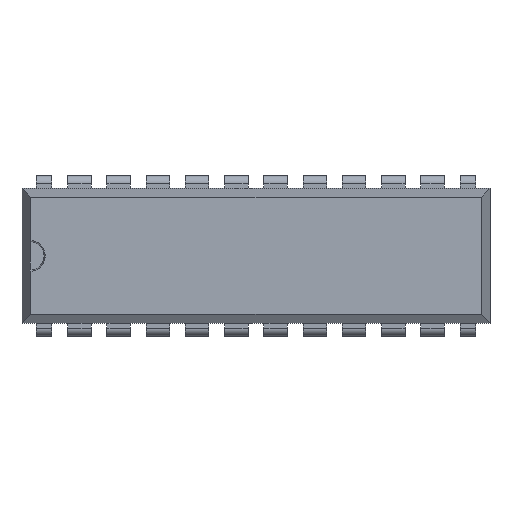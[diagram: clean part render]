
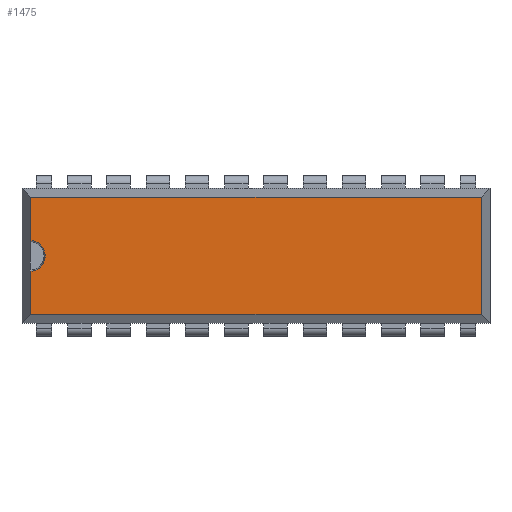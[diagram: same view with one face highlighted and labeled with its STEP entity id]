
A CAD part, top view. The second image highlights one B-rep face of the part: STEP entity #1475.
In plain terms, the highlighted planar face has unit normal (0, 0, 1).
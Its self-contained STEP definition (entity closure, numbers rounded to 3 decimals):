
#97 = CARTESIAN_POINT ( 'NONE',  ( -0.6, 8.87, 5.2 ) ) ;
#308 = ORIENTED_EDGE ( 'NONE', *, *, #4720, .F. ) ;
#385 = EDGE_LOOP ( 'NONE', ( #2190, #308, #4453, #10877, #1902, #7909, #6440 ) ) ;
#578 = CARTESIAN_POINT ( 'NONE',  ( -0.6, -4.779, 5.2 ) ) ;
#748 = LINE ( 'NONE', #2734, #4788 ) ;
#1174 = VERTEX_POINT ( 'NONE', #97 ) ;
#1366 = AXIS2_PLACEMENT_3D ( 'NONE', #7068, #11642, #3406 ) ;
#1377 = EDGE_CURVE ( 'NONE', #9856, #1612, #11469, .T. ) ;
#1475 = ADVANCED_FACE ( 'NONE', ( #8272 ), #1778, .T. ) ;
#1588 = VERTEX_POINT ( 'NONE', #5743 ) ;
#1612 = VERTEX_POINT ( 'NONE', #7489 ) ;
#1778 = PLANE ( 'NONE',  #5103 ) ;
#1902 = ORIENTED_EDGE ( 'NONE', *, *, #1377, .F. ) ;
#1910 = EDGE_CURVE ( 'NONE', #9966, #1612, #6631, .T. ) ;
#2190 = ORIENTED_EDGE ( 'NONE', *, *, #4176, .F. ) ;
#2620 = DIRECTION ( 'NONE',  ( 0., 0., 1. ) ) ;
#2661 = VECTOR ( 'NONE', #10298, 1000. ) ;
#2734 = CARTESIAN_POINT ( 'NONE',  ( 34.609, 1.29, 5.2 ) ) ;
#2766 = CARTESIAN_POINT ( 'NONE',  ( 0.32, 5.08, 5.2 ) ) ;
#2960 = CARTESIAN_POINT ( 'NONE',  ( -0.6, -4.779, 5.2 ) ) ;
#3237 = DIRECTION ( 'NONE',  ( 0., 1., 0. ) ) ;
#3280 = CARTESIAN_POINT ( 'NONE',  ( -0.68, 5.08, 5.2 ) ) ;
#3406 = DIRECTION ( 'NONE',  ( 1., 0., 0. ) ) ;
#3639 = EDGE_CURVE ( 'NONE', #11603, #9224, #11672, .T. ) ;
#3954 = VECTOR ( 'NONE', #3237, 1000. ) ;
#4176 = EDGE_CURVE ( 'NONE', #1174, #9224, #10507, .T. ) ;
#4241 = DIRECTION ( 'NONE',  ( 0., 0., -1. ) ) ;
#4453 = ORIENTED_EDGE ( 'NONE', *, *, #7783, .T. ) ;
#4568 = VECTOR ( 'NONE', #10772, 1000. ) ;
#4720 = EDGE_CURVE ( 'NONE', #1588, #1174, #10419, .T. ) ;
#4788 = VECTOR ( 'NONE', #7241, 1000. ) ;
#5103 = AXIS2_PLACEMENT_3D ( 'NONE', #8094, #2620, #10980 ) ;
#5743 = CARTESIAN_POINT ( 'NONE',  ( -0.6, 6.077, 5.2 ) ) ;
#5929 = CARTESIAN_POINT ( 'NONE',  ( 34.609, 8.87, 5.2 ) ) ;
#6440 = ORIENTED_EDGE ( 'NONE', *, *, #3639, .T. ) ;
#6631 = CIRCLE ( 'NONE', #10683, 1. ) ;
#6712 = DIRECTION ( 'NONE',  ( 1., 0., 0. ) ) ;
#6852 = EDGE_CURVE ( 'NONE', #9856, #11603, #748, .T. ) ;
#7068 = CARTESIAN_POINT ( 'NONE',  ( -0.68, 5.08, 5.2 ) ) ;
#7098 = CARTESIAN_POINT ( 'NONE',  ( 28.54, -4.779, 5.2 ) ) ;
#7241 = DIRECTION ( 'NONE',  ( 1., 0., 0. ) ) ;
#7489 = CARTESIAN_POINT ( 'NONE',  ( -0.6, 4.083, 5.2 ) ) ;
#7783 = EDGE_CURVE ( 'NONE', #1588, #9966, #10397, .T. ) ;
#7909 = ORIENTED_EDGE ( 'NONE', *, *, #6852, .T. ) ;
#8094 = CARTESIAN_POINT ( 'NONE',  ( 1.27, 0.71, 5.2 ) ) ;
#8120 = CARTESIAN_POINT ( 'NONE',  ( -0.6, 1.29, 5.2 ) ) ;
#8272 = FACE_OUTER_BOUND ( 'NONE', #385, .T. ) ;
#8984 = DIRECTION ( 'NONE',  ( 1., 0., 0. ) ) ;
#9224 = VERTEX_POINT ( 'NONE', #11410 ) ;
#9370 = VECTOR ( 'NONE', #6712, 1000. ) ;
#9856 = VERTEX_POINT ( 'NONE', #8120 ) ;
#9966 = VERTEX_POINT ( 'NONE', #2766 ) ;
#10066 = CARTESIAN_POINT ( 'NONE',  ( 28.54, 1.29, 5.2 ) ) ;
#10298 = DIRECTION ( 'NONE',  ( 0., 1., 0. ) ) ;
#10397 = CIRCLE ( 'NONE', #1366, 1. ) ;
#10419 = LINE ( 'NONE', #2960, #2661 ) ;
#10507 = LINE ( 'NONE', #5929, #9370 ) ;
#10683 = AXIS2_PLACEMENT_3D ( 'NONE', #3280, #4241, #8984 ) ;
#10772 = DIRECTION ( 'NONE',  ( 0., 1., 0. ) ) ;
#10877 = ORIENTED_EDGE ( 'NONE', *, *, #1910, .T. ) ;
#10980 = DIRECTION ( 'NONE',  ( 1., 0., 0. ) ) ;
#11410 = CARTESIAN_POINT ( 'NONE',  ( 28.54, 8.87, 5.2 ) ) ;
#11469 = LINE ( 'NONE', #578, #3954 ) ;
#11603 = VERTEX_POINT ( 'NONE', #10066 ) ;
#11642 = DIRECTION ( 'NONE',  ( 0., 0., -1. ) ) ;
#11672 = LINE ( 'NONE', #7098, #4568 ) ;
